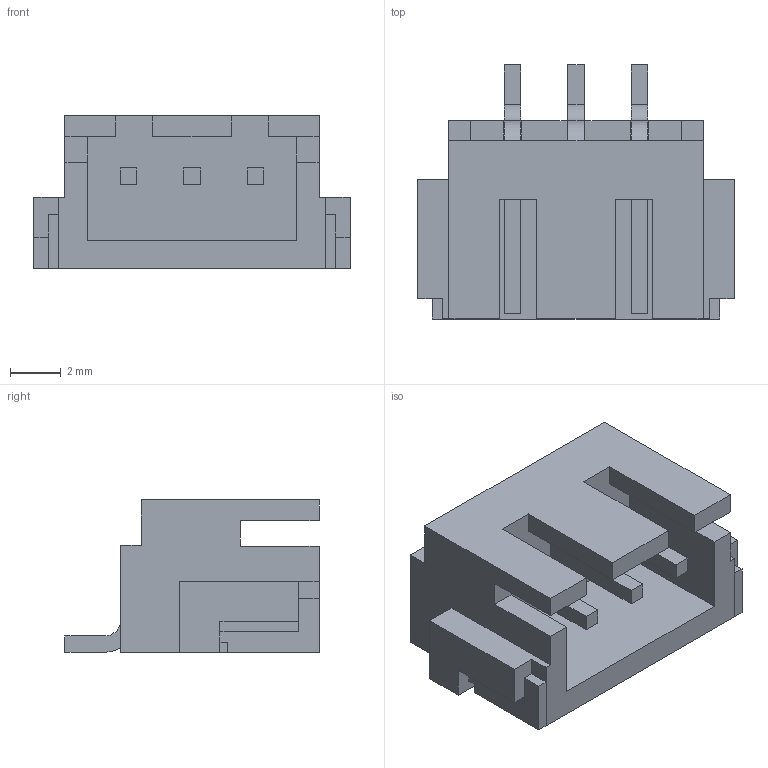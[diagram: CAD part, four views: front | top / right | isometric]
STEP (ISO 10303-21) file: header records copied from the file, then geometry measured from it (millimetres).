
FILE_DESCRIPTION(/* description */ ('STEP AP214'),/* implementation_level */ '2;1');
FILE_NAME(/* name */ 'JST - S3B-XH-SM4-TB.step',/* time_stamp */ '2025-08-29T04:43:09+01:00',/* author */ (''),/* organization */ (''),/* preprocessor_version */ 'ST-DEVELOPER v20.1',/* originating_system */ 'Autodesk Translation Framework v14.10.0.0',/* authorisation */ '');
FILE_SCHEMA (('AUTOMOTIVE_DESIGN { 1 0 10303 214 3 1 1 }'));
Length unit declared in the file: millimetre
Products named in the file (1): S3B-XH-SM4
Bounding box: 12.45 x 10 x 6 mm (x, y, z)
Volume: 298.8 mm3; surface area: 610.8 mm2
Topology: 1 solids, 1 shells, 132 faces, 364 edges, 240 vertices
Faces by surface type: plane 120, cylinder 12
Entity records: 4241 total; most frequent: CARTESIAN_POINT 737, ORIENTED_EDGE 728, DIRECTION 654, EDGE_CURVE 364, LINE 340, VECTOR 340, VERTEX_POINT 240, AXIS2_PLACEMENT_3D 157
